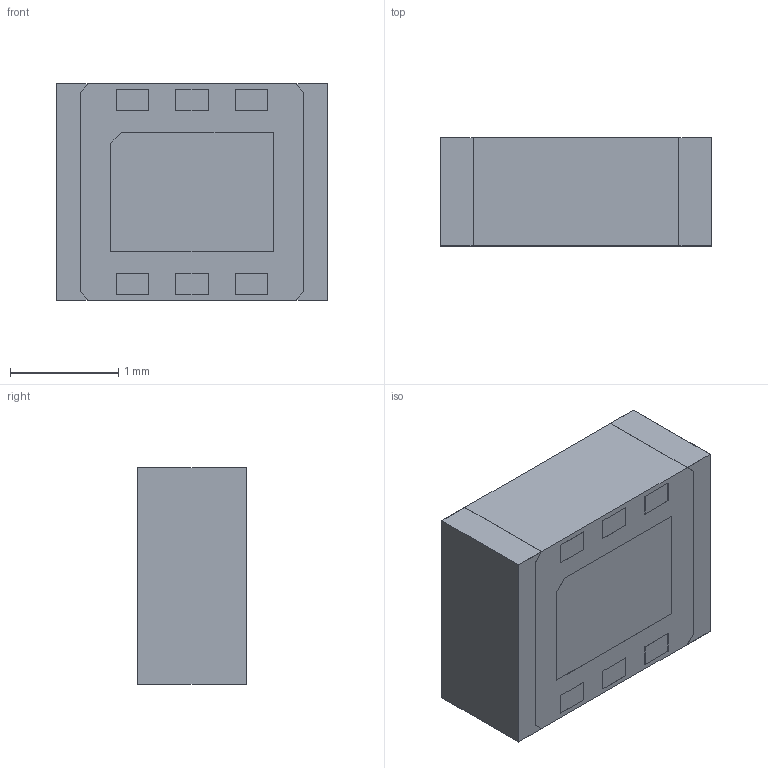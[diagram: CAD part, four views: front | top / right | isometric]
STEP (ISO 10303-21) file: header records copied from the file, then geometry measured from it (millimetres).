
FILE_DESCRIPTION (( 'STEP AP214' ), '1' );
FILE_NAME ('PicoBK_MYRGP.STEP', '2020-07-06T04:13:48', ( '' ), ( '' ), 'SwSTEP 2.0', 'SolidWorks 2017', '' );
FILE_SCHEMA (( 'AUTOMOTIVE_DESIGN' ));
Length unit declared in the file: millimetre
Products named in the file (1): PicoBK_MYRGP
Bounding box: 2.5 x 1 x 2 mm (x, y, z)
Volume: 5 mm3; surface area: 19.1 mm2
Topology: 1 solids, 1 shells, 86 faces, 195 edges, 118 vertices
Faces by surface type: plane 86
Entity records: 3049 total; most frequent: CARTESIAN_POINT 400, ORIENTED_EDGE 390, DIRECTION 369, EDGE_CURVE 195, LINE 195, VECTOR 195, VERTEX_POINT 118, EDGE_LOOP 93
